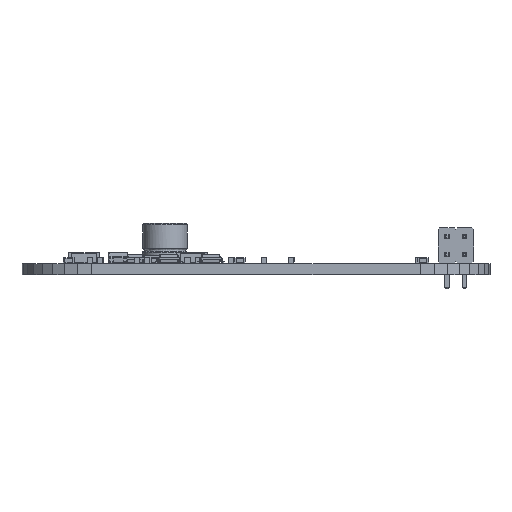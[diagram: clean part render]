
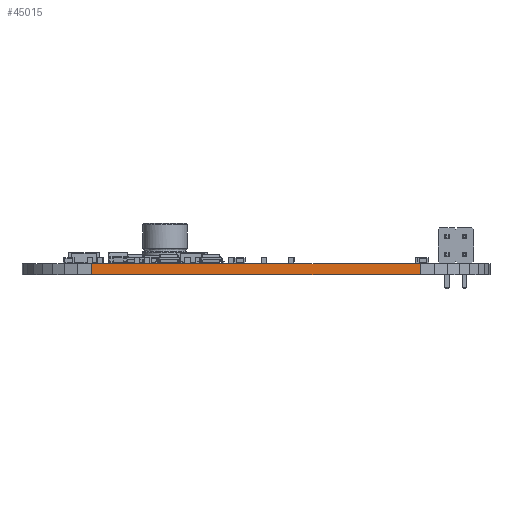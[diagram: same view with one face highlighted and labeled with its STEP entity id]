
A CAD part, left-side view. The second image highlights one B-rep face of the part: STEP entity #45015.
In plain terms, the highlighted planar face has unit normal (-1, 0.001, 0).
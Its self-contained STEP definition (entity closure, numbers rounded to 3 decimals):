
#39668 = PLANE('',#39669);
#39669 = AXIS2_PLACEMENT_3D('',#39670,#39671,#39672);
#39670 = CARTESIAN_POINT('',(158.955,-78.185,1.6));
#39671 = DIRECTION('',(0.,0.,-1.));
#39672 = DIRECTION('',(-1.,0.,0.));
#39722 = PLANE('',#39723);
#39723 = AXIS2_PLACEMENT_3D('',#39724,#39725,#39726);
#39724 = CARTESIAN_POINT('',(158.955,-78.185,0.));
#39725 = DIRECTION('',(0.,0.,-1.));
#39726 = DIRECTION('',(-1.,0.,0.));
#40447 = VERTEX_POINT('',#40448);
#40448 = CARTESIAN_POINT('',(53.97,-132.41,0.));
#40462 = PLANE('',#40463);
#40463 = AXIS2_PLACEMENT_3D('',#40464,#40465,#40466);
#40464 = CARTESIAN_POINT('',(53.97,-132.41,0.));
#40465 = DIRECTION('',(0.994,0.11,0.));
#40466 = DIRECTION('',(0.11,-0.994,0.));
#40474 = EDGE_CURVE('',#40475,#40447,#40477,.T.);
#40475 = VERTEX_POINT('',#40476);
#40476 = CARTESIAN_POINT('',(53.994,-85.263,0.));
#40477 = SURFACE_CURVE('',#40478,(#40482,#40489),.PCURVE_S1.);
#40478 = LINE('',#40479,#40480);
#40479 = CARTESIAN_POINT('',(53.994,-85.263,0.));
#40480 = VECTOR('',#40481,1.);
#40481 = DIRECTION('',(-0.001,-1.,0.));
#40482 = PCURVE('',#39722,#40483);
#40483 = DEFINITIONAL_REPRESENTATION('',(#40484),#40488);
#40484 = LINE('',#40485,#40486);
#40485 = CARTESIAN_POINT('',(104.961,-7.077));
#40486 = VECTOR('',#40487,1.);
#40487 = DIRECTION('',(0.001,-1.));
#40488 = ( GEOMETRIC_REPRESENTATION_CONTEXT(2) 
PARAMETRIC_REPRESENTATION_CONTEXT() REPRESENTATION_CONTEXT('2D SPACE',''
  ) );
#40489 = PCURVE('',#40490,#40495);
#40490 = PLANE('',#40491);
#40491 = AXIS2_PLACEMENT_3D('',#40492,#40493,#40494);
#40492 = CARTESIAN_POINT('',(53.994,-85.263,0.));
#40493 = DIRECTION('',(1.,-0.001,0.));
#40494 = DIRECTION('',(-0.001,-1.,0.));
#40495 = DEFINITIONAL_REPRESENTATION('',(#40496),#40500);
#40496 = LINE('',#40497,#40498);
#40497 = CARTESIAN_POINT('',(0.,0.));
#40498 = VECTOR('',#40499,1.);
#40499 = DIRECTION('',(1.,0.));
#40500 = ( GEOMETRIC_REPRESENTATION_CONTEXT(2) 
PARAMETRIC_REPRESENTATION_CONTEXT() REPRESENTATION_CONTEXT('2D SPACE',''
  ) );
#40518 = PLANE('',#40519);
#40519 = AXIS2_PLACEMENT_3D('',#40520,#40521,#40522);
#40520 = CARTESIAN_POINT('',(54.196,-83.243,0.));
#40521 = DIRECTION('',(0.995,-0.1,0.));
#40522 = DIRECTION('',(-0.1,-0.995,0.));
#42814 = VERTEX_POINT('',#42815);
#42815 = CARTESIAN_POINT('',(53.97,-132.41,1.6));
#42836 = EDGE_CURVE('',#42837,#42814,#42839,.T.);
#42837 = VERTEX_POINT('',#42838);
#42838 = CARTESIAN_POINT('',(53.994,-85.263,1.6));
#42839 = SURFACE_CURVE('',#42840,(#42844,#42851),.PCURVE_S1.);
#42840 = LINE('',#42841,#42842);
#42841 = CARTESIAN_POINT('',(53.994,-85.263,1.6));
#42842 = VECTOR('',#42843,1.);
#42843 = DIRECTION('',(-0.001,-1.,0.));
#42844 = PCURVE('',#39668,#42845);
#42845 = DEFINITIONAL_REPRESENTATION('',(#42846),#42850);
#42846 = LINE('',#42847,#42848);
#42847 = CARTESIAN_POINT('',(104.961,-7.077));
#42848 = VECTOR('',#42849,1.);
#42849 = DIRECTION('',(0.001,-1.));
#42850 = ( GEOMETRIC_REPRESENTATION_CONTEXT(2) 
PARAMETRIC_REPRESENTATION_CONTEXT() REPRESENTATION_CONTEXT('2D SPACE',''
  ) );
#42851 = PCURVE('',#40490,#42852);
#42852 = DEFINITIONAL_REPRESENTATION('',(#42853),#42857);
#42853 = LINE('',#42854,#42855);
#42854 = CARTESIAN_POINT('',(0.,-1.6));
#42855 = VECTOR('',#42856,1.);
#42856 = DIRECTION('',(1.,0.));
#42857 = ( GEOMETRIC_REPRESENTATION_CONTEXT(2) 
PARAMETRIC_REPRESENTATION_CONTEXT() REPRESENTATION_CONTEXT('2D SPACE',''
  ) );
#44967 = EDGE_CURVE('',#40475,#42837,#44968,.T.);
#44968 = SURFACE_CURVE('',#44969,(#44973,#44980),.PCURVE_S1.);
#44969 = LINE('',#44970,#44971);
#44970 = CARTESIAN_POINT('',(53.994,-85.263,0.));
#44971 = VECTOR('',#44972,1.);
#44972 = DIRECTION('',(0.,0.,1.));
#44973 = PCURVE('',#40518,#44974);
#44974 = DEFINITIONAL_REPRESENTATION('',(#44975),#44979);
#44975 = LINE('',#44976,#44977);
#44976 = CARTESIAN_POINT('',(2.03,0.));
#44977 = VECTOR('',#44978,1.);
#44978 = DIRECTION('',(0.,-1.));
#44979 = ( GEOMETRIC_REPRESENTATION_CONTEXT(2) 
PARAMETRIC_REPRESENTATION_CONTEXT() REPRESENTATION_CONTEXT('2D SPACE',''
  ) );
#44980 = PCURVE('',#40490,#44981);
#44981 = DEFINITIONAL_REPRESENTATION('',(#44982),#44986);
#44982 = LINE('',#44983,#44984);
#44983 = CARTESIAN_POINT('',(0.,0.));
#44984 = VECTOR('',#44985,1.);
#44985 = DIRECTION('',(0.,-1.));
#44986 = ( GEOMETRIC_REPRESENTATION_CONTEXT(2) 
PARAMETRIC_REPRESENTATION_CONTEXT() REPRESENTATION_CONTEXT('2D SPACE',''
  ) );
#45015 = ADVANCED_FACE('',(#45016),#40490,.F.);
#45016 = FACE_BOUND('',#45017,.F.);
#45017 = EDGE_LOOP('',(#45018,#45019,#45020,#45041));
#45018 = ORIENTED_EDGE('',*,*,#44967,.T.);
#45019 = ORIENTED_EDGE('',*,*,#42836,.T.);
#45020 = ORIENTED_EDGE('',*,*,#45021,.F.);
#45021 = EDGE_CURVE('',#40447,#42814,#45022,.T.);
#45022 = SURFACE_CURVE('',#45023,(#45027,#45034),.PCURVE_S1.);
#45023 = LINE('',#45024,#45025);
#45024 = CARTESIAN_POINT('',(53.97,-132.41,0.));
#45025 = VECTOR('',#45026,1.);
#45026 = DIRECTION('',(0.,0.,1.));
#45027 = PCURVE('',#40490,#45028);
#45028 = DEFINITIONAL_REPRESENTATION('',(#45029),#45033);
#45029 = LINE('',#45030,#45031);
#45030 = CARTESIAN_POINT('',(47.147,0.));
#45031 = VECTOR('',#45032,1.);
#45032 = DIRECTION('',(0.,-1.));
#45033 = ( GEOMETRIC_REPRESENTATION_CONTEXT(2) 
PARAMETRIC_REPRESENTATION_CONTEXT() REPRESENTATION_CONTEXT('2D SPACE',''
  ) );
#45034 = PCURVE('',#40462,#45035);
#45035 = DEFINITIONAL_REPRESENTATION('',(#45036),#45040);
#45036 = LINE('',#45037,#45038);
#45037 = CARTESIAN_POINT('',(0.,0.));
#45038 = VECTOR('',#45039,1.);
#45039 = DIRECTION('',(0.,-1.));
#45040 = ( GEOMETRIC_REPRESENTATION_CONTEXT(2) 
PARAMETRIC_REPRESENTATION_CONTEXT() REPRESENTATION_CONTEXT('2D SPACE',''
  ) );
#45041 = ORIENTED_EDGE('',*,*,#40474,.F.);
